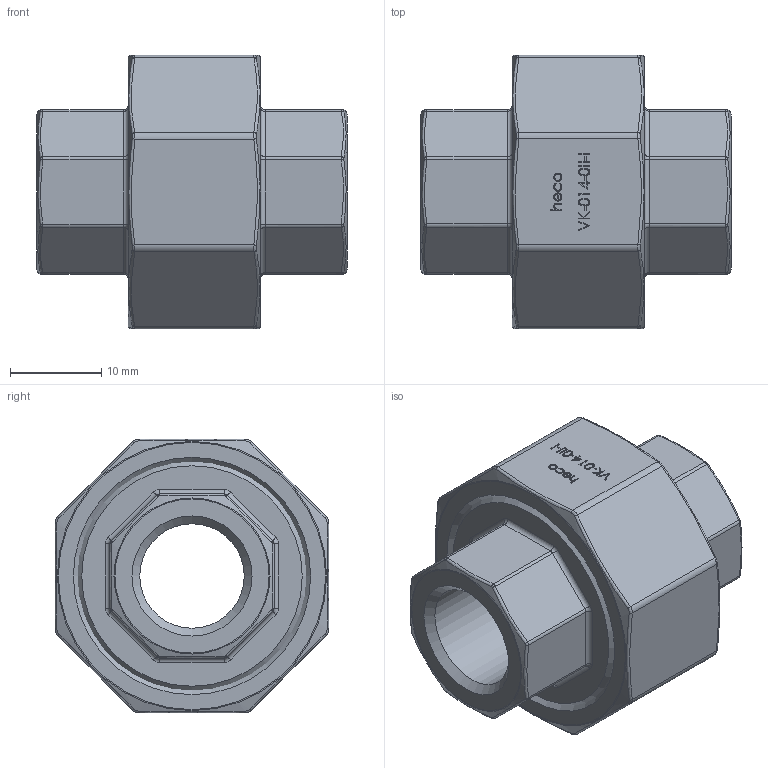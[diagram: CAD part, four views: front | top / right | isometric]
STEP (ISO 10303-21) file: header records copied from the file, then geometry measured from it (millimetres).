
FILE_DESCRIPTION (( 'STEP AP214' ), '1' );
FILE_NAME ('VK-014-0II-I Verschraubung konisch 2202.STEP', '2022-02-01T10:40:08', ( '' ), ( '' ), 'SwSTEP 2.0', 'SolidWorks 2019', '' );
FILE_SCHEMA (( 'AUTOMOTIVE_DESIGN' ));
Length unit declared in the file: millimetre
Products named in the file (1): VK-014-0II-I Verschraubung konisch 2202
Bounding box: 34 x 30 x 30 mm (x, y, z)
Volume: 11922.7 mm3; surface area: 8254.4 mm2
Topology: 3 solids, 3 shells, 345 faces, 823 edges, 511 vertices
Faces by surface type: plane 131, bspline 117, cylinder 49, torus 35, cone 13
Full cylindrical faces by diameter (mm): 11.445 x2, 13.5 x2, 21 x1, 21.3 x1, 24 x1, 24.38 x1, 26 x1
Entity records: 17368 total; most frequent: CARTESIAN_POINT 6550, ORIENTED_EDGE 1534, DIRECTION 1169, EDGE_CURVE 767, VERTEX_POINT 496, EDGE_LOOP 419, AXIS2_PLACEMENT_3D 407, FACE_OUTER_BOUND 373
